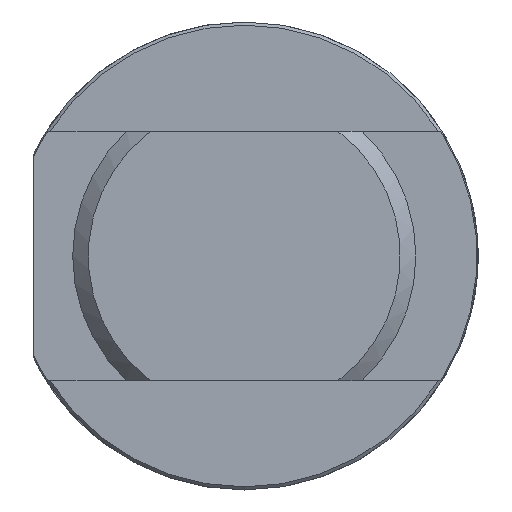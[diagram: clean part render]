
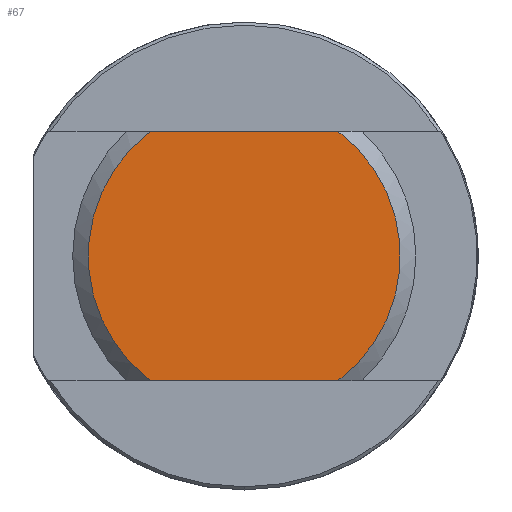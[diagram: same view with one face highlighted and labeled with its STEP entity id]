
A CAD part, left-side view. The second image highlights one B-rep face of the part: STEP entity #67.
In plain terms, the highlighted planar face has unit normal (-1, 0, 0).
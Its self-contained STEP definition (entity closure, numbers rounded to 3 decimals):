
#67 = ADVANCED_FACE ( 'NONE', ( #4619 ), #1989, .F. ) ;
#273 = CARTESIAN_POINT ( 'NONE',  ( 0., 0., 0. ) ) ;
#278 = DIRECTION ( 'NONE',  ( -1., 0., 0. ) ) ;
#279 = DIRECTION ( 'NONE',  ( 0., 0., -1. ) ) ;
#302 = CARTESIAN_POINT ( 'NONE',  ( 0., -6., 8. ) ) ;
#310 = CARTESIAN_POINT ( 'NONE',  ( 0., 6., -8. ) ) ;
#319 = CARTESIAN_POINT ( 'NONE',  ( 0., -6., -8. ) ) ;
#321 = CARTESIAN_POINT ( 'NONE',  ( 0., 6., 8. ) ) ;
#1296 = EDGE_CURVE ( 'NONE', #1554, #1544, #3194, .T. ) ;
#1297 = EDGE_CURVE ( 'NONE', #1556, #1544, #3202, .T. ) ;
#1298 = EDGE_CURVE ( 'NONE', #1556, #1535, #3182, .T. ) ;
#1524 = EDGE_CURVE ( 'NONE', #1554, #1535, #3789, .T. ) ;
#1535 = VERTEX_POINT ( 'NONE', #302 ) ;
#1544 = VERTEX_POINT ( 'NONE', #310 ) ;
#1554 = VERTEX_POINT ( 'NONE', #319 ) ;
#1556 = VERTEX_POINT ( 'NONE', #321 ) ;
#1988 = CARTESIAN_POINT ( 'NONE',  ( 0., 0., 0. ) ) ;
#1989 = PLANE ( 'NONE',  #3155 ) ;
#1991 = DIRECTION ( 'NONE',  ( 1., 0., 0. ) ) ;
#1992 = DIRECTION ( 'NONE',  ( 0., 0., -1. ) ) ;
#2337 = CARTESIAN_POINT ( 'NONE',  ( 0., 0., 0. ) ) ;
#2341 = CARTESIAN_POINT ( 'NONE',  ( 0., 12.75, 8. ) ) ;
#2344 = CARTESIAN_POINT ( 'NONE',  ( 0., 12.75, -8. ) ) ;
#2345 = DIRECTION ( 'NONE',  ( 0., 1., 0. ) ) ;
#2346 = DIRECTION ( 'NONE',  ( -1., 0., 0. ) ) ;
#2347 = DIRECTION ( 'NONE',  ( 0., 0., -1. ) ) ;
#2349 = DIRECTION ( 'NONE',  ( 0., -1., 0. ) ) ;
#3155 = AXIS2_PLACEMENT_3D ( 'NONE', #1988, #1991, #1992 ) ;
#3182 = LINE ( 'NONE', #2341, #3187 ) ;
#3186 = VECTOR ( 'NONE', #2345, 1000. ) ;
#3187 = VECTOR ( 'NONE', #2349, 1000. ) ;
#3194 = LINE ( 'NONE', #2344, #3186 ) ;
#3202 = CIRCLE ( 'NONE', #3476, 10. ) ;
#3464 = AXIS2_PLACEMENT_3D ( 'NONE', #273, #278, #279 ) ;
#3476 = AXIS2_PLACEMENT_3D ( 'NONE', #2337, #2346, #2347 ) ;
#3789 = CIRCLE ( 'NONE', #3464, 10. ) ;
#4167 = ORIENTED_EDGE ( 'NONE', *, *, #1298, .F. ) ;
#4168 = ORIENTED_EDGE ( 'NONE', *, *, #1524, .T. ) ;
#4169 = ORIENTED_EDGE ( 'NONE', *, *, #1296, .F. ) ;
#4170 = ORIENTED_EDGE ( 'NONE', *, *, #1297, .T. ) ;
#4350 = EDGE_LOOP ( 'NONE', ( #4170, #4169, #4168, #4167 ) ) ;
#4619 = FACE_OUTER_BOUND ( 'NONE', #4350, .T. ) ;
